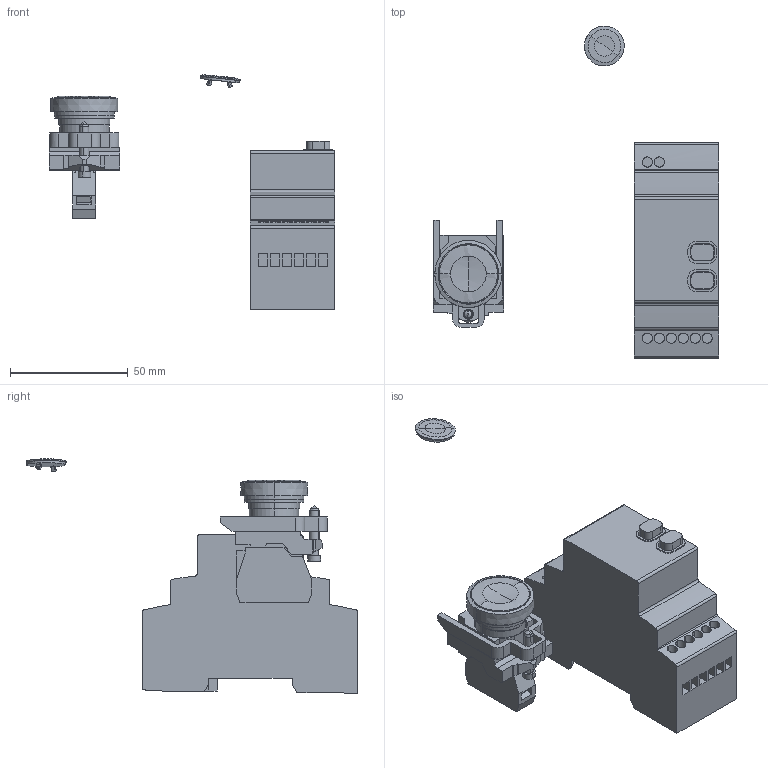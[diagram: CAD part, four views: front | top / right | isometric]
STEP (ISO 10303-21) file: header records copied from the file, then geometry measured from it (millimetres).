
FILE_DESCRIPTION((''),'2;1');
FILE_NAME('XB4RFB01-3D_ASM','2020-12-31T10:54:38',('SESA231899'),('Schneider-Electric'),'CREO PARAMETRIC BY PTC INC, 2019164','CREO PARAMETRIC BY PTC INC, 2019164','');
FILE_SCHEMA(('AP242_MANAGED_MODEL_BASED_3D_ENGINEERING_MIM_LF { 1 0 10303 442 1 1 4 }'));
Products named in the file (4): XB4RFB01-3D_1; XB4RFB01-3D_XB4BP383B5EX-3D; XB4RFB01-3D_CAP; XB4RFB01-3D_ASM
Assembly tree (3 placements, depth 2):
  XB4RFB01-3D_ASM
    XB4RFB01-3D_1
    XB4RFB01-3D_XB4BP383B5EX-3D
    XB4RFB01-3D_CAP
Bounding box: 121.31 x 140.78 x 99.48 mm (x, y, z)
Volume: 189107.3 mm3; surface area: 35155.6 mm2
Topology: 6 solids, 6 shells, 412 faces, 1093 edges, 723 vertices
Faces by surface type: plane 258, cylinder 115, cone 16, bspline 12, sphere 4, torus 4, extrusion 3
Entity records: 69274 total; most frequent: CARTESIAN_POINT 56810, DIRECTION 2192, ORIENTED_EDGE 2170, EDGE_CURVE 1085, POLYLINE 924, VECTOR 760, LINE 757, VERTEX_POINT 719
